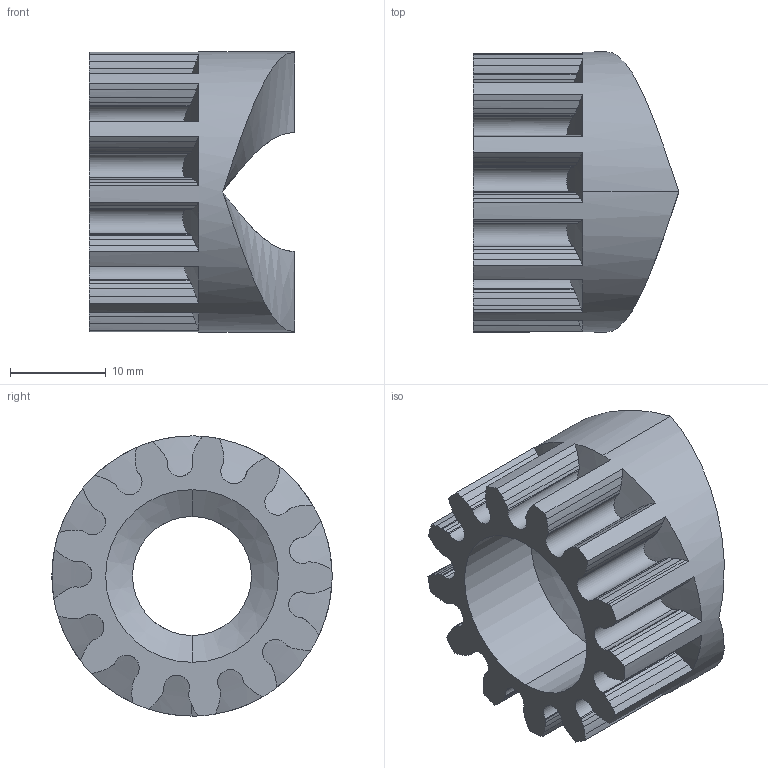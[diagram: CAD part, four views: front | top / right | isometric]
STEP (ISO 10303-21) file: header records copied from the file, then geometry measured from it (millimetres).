
FILE_DESCRIPTION (( 'STEP AP203' ), '1' );
FILE_NAME ('Zahnrad.STEP', '2021-10-15T07:29:07', ( '' ), ( '' ), 'SwSTEP 2.0', 'SolidWorks 2020', '' );
FILE_SCHEMA (( 'CONFIG_CONTROL_DESIGN' ));
Length unit declared in the file: millimetre
Products named in the file (1): Zahnrad
Bounding box: 21.4 x 29.2 x 29.2 mm (x, y, z)
Volume: 6509.5 mm3; surface area: 4208.2 mm2
Topology: 1 solids, 1 shells, 197 faces, 579 edges, 383 vertices
Faces by surface type: cylinder 163, cone 16, plane 14, bspline 4
Entity records: 7831 total; most frequent: CARTESIAN_POINT 2678, ORIENTED_EDGE 1158, DIRECTION 990, EDGE_CURVE 579, AXIS2_PLACEMENT_3D 385, VERTEX_POINT 383, VECTOR 220, LINE 220
